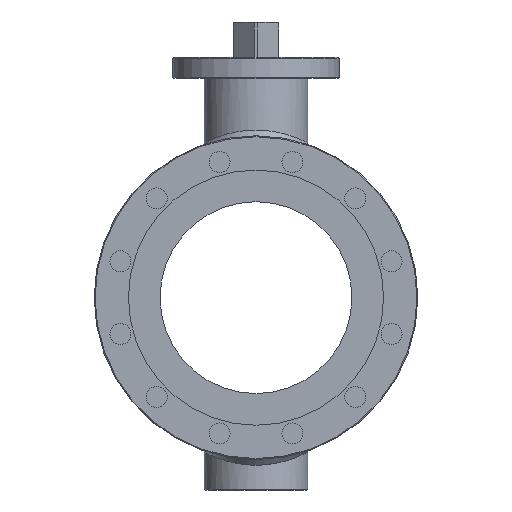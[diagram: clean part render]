
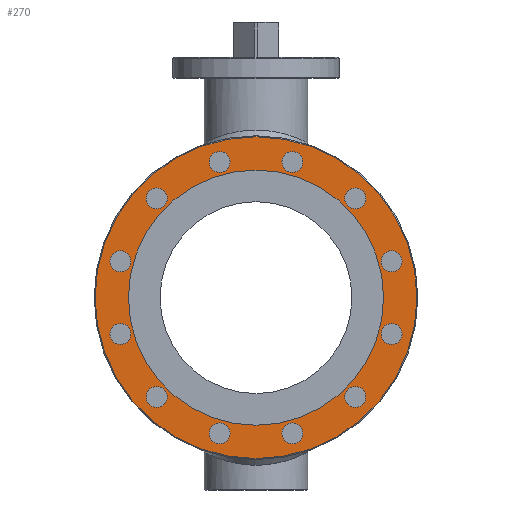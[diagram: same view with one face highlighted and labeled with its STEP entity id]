
A CAD part, left-side view. The second image highlights one B-rep face of the part: STEP entity #270.
In plain terms, the highlighted planar face has unit normal (-1, 0, 0).
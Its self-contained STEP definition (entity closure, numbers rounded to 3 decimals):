
#270 = ADVANCED_FACE( '', ( #637, #638, #639, #640, #641, #642, #643, #644, #645, #646, #647, #648, #649, #650 ), #651, .F. );
#637 = FACE_BOUND( '', #1296, .T. );
#638 = FACE_BOUND( '', #1297, .T. );
#639 = FACE_BOUND( '', #1298, .T. );
#640 = FACE_BOUND( '', #1299, .T. );
#641 = FACE_BOUND( '', #1300, .T. );
#642 = FACE_BOUND( '', #1301, .T. );
#643 = FACE_BOUND( '', #1302, .T. );
#644 = FACE_BOUND( '', #1303, .T. );
#645 = FACE_BOUND( '', #1304, .T. );
#646 = FACE_BOUND( '', #1305, .T. );
#647 = FACE_BOUND( '', #1306, .T. );
#648 = FACE_BOUND( '', #1307, .T. );
#649 = FACE_OUTER_BOUND( '', #1308, .T. );
#650 = FACE_BOUND( '', #1309, .T. );
#651 = PLANE( '', #1310 );
#1296 = EDGE_LOOP( '', ( #1911 ) );
#1297 = EDGE_LOOP( '', ( #1912 ) );
#1298 = EDGE_LOOP( '', ( #1913 ) );
#1299 = EDGE_LOOP( '', ( #1914 ) );
#1300 = EDGE_LOOP( '', ( #1915 ) );
#1301 = EDGE_LOOP( '', ( #1916 ) );
#1302 = EDGE_LOOP( '', ( #1917 ) );
#1303 = EDGE_LOOP( '', ( #1918 ) );
#1304 = EDGE_LOOP( '', ( #1919 ) );
#1305 = EDGE_LOOP( '', ( #1920 ) );
#1306 = EDGE_LOOP( '', ( #1921 ) );
#1307 = EDGE_LOOP( '', ( #1922 ) );
#1308 = EDGE_LOOP( '', ( #1923 ) );
#1309 = EDGE_LOOP( '', ( #1924 ) );
#1310 = AXIS2_PLACEMENT_3D( '', #1925, #1926, #1927 );
#1911 = ORIENTED_EDGE( '', *, *, #2006, .T. );
#1912 = ORIENTED_EDGE( '', *, *, #2219, .T. );
#1913 = ORIENTED_EDGE( '', *, *, #2127, .T. );
#1914 = ORIENTED_EDGE( '', *, *, #2121, .T. );
#1915 = ORIENTED_EDGE( '', *, *, #2132, .T. );
#1916 = ORIENTED_EDGE( '', *, *, #2208, .T. );
#1917 = ORIENTED_EDGE( '', *, *, #2215, .T. );
#1918 = ORIENTED_EDGE( '', *, *, #2125, .T. );
#1919 = ORIENTED_EDGE( '', *, *, #2173, .T. );
#1920 = ORIENTED_EDGE( '', *, *, #2167, .T. );
#1921 = ORIENTED_EDGE( '', *, *, #2206, .T. );
#1922 = ORIENTED_EDGE( '', *, *, #2003, .T. );
#1923 = ORIENTED_EDGE( '', *, *, #2100, .T. );
#1924 = ORIENTED_EDGE( '', *, *, #2204, .F. );
#1925 = CARTESIAN_POINT( '', ( -225.5, 0., 170. ) );
#1926 = DIRECTION( '', ( 1., 0., 0. ) );
#1927 = DIRECTION( '', ( 0., 0., -1. ) );
#2003 = EDGE_CURVE( '', #2245, #2245, #2246, .T. );
#2006 = EDGE_CURVE( '', #2250, #2250, #2251, .T. );
#2100 = EDGE_CURVE( '', #2405, #2405, #2406, .F. );
#2121 = EDGE_CURVE( '', #2443, #2443, #2444, .T. );
#2125 = EDGE_CURVE( '', #2449, #2449, #2450, .T. );
#2127 = EDGE_CURVE( '', #2452, #2452, #2453, .T. );
#2132 = EDGE_CURVE( '', #2460, #2460, #2461, .T. );
#2167 = EDGE_CURVE( '', #2511, #2511, #2512, .T. );
#2173 = EDGE_CURVE( '', #2520, #2520, #2521, .T. );
#2204 = EDGE_CURVE( '', #2562, #2562, #2563, .T. );
#2206 = EDGE_CURVE( '', #2565, #2565, #2566, .T. );
#2208 = EDGE_CURVE( '', #2568, #2568, #2569, .T. );
#2215 = EDGE_CURVE( '', #2576, #2576, #2577, .T. );
#2219 = EDGE_CURVE( '', #2581, #2581, #2582, .T. );
#2245 = VERTEX_POINT( '', #2611 );
#2246 = CIRCLE( '', #2612, 11. );
#2250 = VERTEX_POINT( '', #2616 );
#2251 = CIRCLE( '', #2617, 11. );
#2405 = VERTEX_POINT( '', #3107 );
#2406 = CIRCLE( '', #3108, 169. );
#2443 = VERTEX_POINT( '', #3145 );
#2444 = CIRCLE( '', #3146, 11. );
#2449 = VERTEX_POINT( '', #3151 );
#2450 = CIRCLE( '', #3152, 11. );
#2452 = VERTEX_POINT( '', #3154 );
#2453 = CIRCLE( '', #3155, 11. );
#2460 = VERTEX_POINT( '', #3162 );
#2461 = CIRCLE( '', #3163, 11. );
#2511 = VERTEX_POINT( '', #3220 );
#2512 = CIRCLE( '', #3221, 11. );
#2520 = VERTEX_POINT( '', #3229 );
#2521 = CIRCLE( '', #3230, 11. );
#2562 = VERTEX_POINT( '', #3271 );
#2563 = CIRCLE( '', #3272, 134. );
#2565 = VERTEX_POINT( '', #3274 );
#2566 = CIRCLE( '', #3275, 11. );
#2568 = VERTEX_POINT( '', #3277 );
#2569 = CIRCLE( '', #3278, 11. );
#2576 = VERTEX_POINT( '', #3285 );
#2577 = CIRCLE( '', #3286, 11. );
#2581 = VERTEX_POINT( '', #3290 );
#2582 = CIRCLE( '', #3291, 11. );
#2611 = CARTESIAN_POINT( '', ( -225.5, -38.176, 131.474 ) );
#2612 = AXIS2_PLACEMENT_3D( '', #3319, #3320, #3321 );
#2616 = CARTESIAN_POINT( '', ( -225.5, 32.676, 132.948 ) );
#2617 = AXIS2_PLACEMENT_3D( '', #3325, #3326, #3327 );
#3107 = CARTESIAN_POINT( '', ( -225.5, 0., -169. ) );
#3108 = AXIS2_PLACEMENT_3D( '', #3453, #3454, #3455 );
#3145 = CARTESIAN_POINT( '', ( -225.5, 132.948, -32.676 ) );
#3146 = AXIS2_PLACEMENT_3D( '', #3504, #3505, #3506 );
#3151 = CARTESIAN_POINT( '', ( -225.5, -94.772, -98.798 ) );
#3152 = AXIS2_PLACEMENT_3D( '', #3510, #3511, #3512 );
#3154 = CARTESIAN_POINT( '', ( -225.5, 131.474, 38.176 ) );
#3155 = AXIS2_PLACEMENT_3D( '', #3513, #3514, #3515 );
#3162 = CARTESIAN_POINT( '', ( -225.5, 98.798, -94.772 ) );
#3163 = AXIS2_PLACEMENT_3D( '', #3522, #3523, #3524 );
#3220 = CARTESIAN_POINT( '', ( -225.5, -132.948, 32.676 ) );
#3221 = AXIS2_PLACEMENT_3D( '', #3574, #3575, #3576 );
#3229 = CARTESIAN_POINT( '', ( -225.5, -131.474, -38.176 ) );
#3230 = AXIS2_PLACEMENT_3D( '', #3583, #3584, #3585 );
#3271 = CARTESIAN_POINT( '', ( -225.5, 0., 134. ) );
#3272 = AXIS2_PLACEMENT_3D( '', #3634, #3635, #3636 );
#3274 = CARTESIAN_POINT( '', ( -225.5, -98.798, 94.772 ) );
#3275 = AXIS2_PLACEMENT_3D( '', #3637, #3638, #3639 );
#3277 = CARTESIAN_POINT( '', ( -225.5, 38.176, -131.474 ) );
#3278 = AXIS2_PLACEMENT_3D( '', #3640, #3641, #3642 );
#3285 = CARTESIAN_POINT( '', ( -225.5, -32.676, -132.948 ) );
#3286 = AXIS2_PLACEMENT_3D( '', #3643, #3644, #3645 );
#3290 = CARTESIAN_POINT( '', ( -225.5, 94.772, 98.798 ) );
#3291 = AXIS2_PLACEMENT_3D( '', #3649, #3650, #3651 );
#3319 = CARTESIAN_POINT( '', ( -225.5, -38.176, 142.474 ) );
#3320 = DIRECTION( '', ( 1., 0., 0. ) );
#3321 = DIRECTION( '', ( 0., 0., -1. ) );
#3325 = CARTESIAN_POINT( '', ( -225.5, 38.176, 142.474 ) );
#3326 = DIRECTION( '', ( 1., 0., 0. ) );
#3327 = DIRECTION( '', ( 0., -0.5, -0.866 ) );
#3453 = CARTESIAN_POINT( '', ( -225.5, 0., 0. ) );
#3454 = DIRECTION( '', ( 1., 0., 0. ) );
#3455 = DIRECTION( '', ( 0., 0., -1. ) );
#3504 = CARTESIAN_POINT( '', ( -225.5, 142.474, -38.176 ) );
#3505 = DIRECTION( '', ( 1., 0., 0. ) );
#3506 = DIRECTION( '', ( 0., -0.866, 0.5 ) );
#3510 = CARTESIAN_POINT( '', ( -225.5, -104.298, -104.298 ) );
#3511 = DIRECTION( '', ( 1., 0., 0. ) );
#3512 = DIRECTION( '', ( 0., 0.866, 0.5 ) );
#3513 = CARTESIAN_POINT( '', ( -225.5, 142.474, 38.176 ) );
#3514 = DIRECTION( '', ( 1., 0., 0. ) );
#3515 = DIRECTION( '', ( 0., -1., 0. ) );
#3522 = CARTESIAN_POINT( '', ( -225.5, 104.298, -104.298 ) );
#3523 = DIRECTION( '', ( 1., 0., 0. ) );
#3524 = DIRECTION( '', ( 0., -0.5, 0.866 ) );
#3574 = CARTESIAN_POINT( '', ( -225.5, -142.474, 38.176 ) );
#3575 = DIRECTION( '', ( 1., 0., 0. ) );
#3576 = DIRECTION( '', ( 0., 0.866, -0.5 ) );
#3583 = CARTESIAN_POINT( '', ( -225.5, -142.474, -38.176 ) );
#3584 = DIRECTION( '', ( 1., 0., 0. ) );
#3585 = DIRECTION( '', ( 0., 1., 0. ) );
#3634 = CARTESIAN_POINT( '', ( -225.5, 0., 0. ) );
#3635 = DIRECTION( '', ( -1., 0., 0. ) );
#3636 = DIRECTION( '', ( 0., 0., 1. ) );
#3637 = CARTESIAN_POINT( '', ( -225.5, -104.298, 104.298 ) );
#3638 = DIRECTION( '', ( 1., 0., 0. ) );
#3639 = DIRECTION( '', ( 0., 0.5, -0.866 ) );
#3640 = CARTESIAN_POINT( '', ( -225.5, 38.176, -142.474 ) );
#3641 = DIRECTION( '', ( 1., 0., 0. ) );
#3642 = DIRECTION( '', ( 0., 0., 1. ) );
#3643 = CARTESIAN_POINT( '', ( -225.5, -38.176, -142.474 ) );
#3644 = DIRECTION( '', ( 1., 0., 0. ) );
#3645 = DIRECTION( '', ( 0., 0.5, 0.866 ) );
#3649 = CARTESIAN_POINT( '', ( -225.5, 104.298, 104.298 ) );
#3650 = DIRECTION( '', ( 1., 0., 0. ) );
#3651 = DIRECTION( '', ( 0., -0.866, -0.5 ) );
